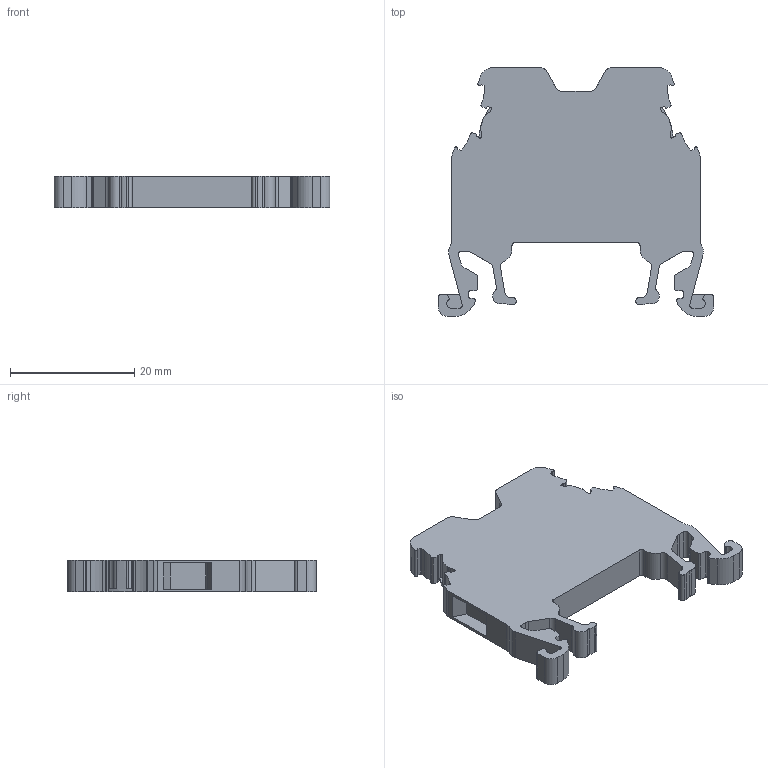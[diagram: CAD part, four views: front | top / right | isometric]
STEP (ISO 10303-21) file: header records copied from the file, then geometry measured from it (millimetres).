
FILE_DESCRIPTION (( 'STEP AP203' ), '1' );
FILE_NAME ('1002.STEP', '2020-03-17T12:55:34', ( '' ), ( '' ), 'SwSTEP 2.0', 'SolidWorks 2011', '' );
FILE_SCHEMA (( 'CONFIG_CONTROL_DESIGN' ));
Length unit declared in the file: millimetre
Products named in the file (1): 1002
Bounding box: 44.33 x 40 x 5.1 mm (x, y, z)
Volume: 5338.4 mm3; surface area: 3807 mm2
Topology: 1 solids, 1 shells, 251 faces, 763 edges, 518 vertices
Faces by surface type: cylinder 127, plane 124
Entity records: 8993 total; most frequent: CARTESIAN_POINT 2188, ORIENTED_EDGE 1526, DIRECTION 1295, EDGE_CURVE 763, VERTEX_POINT 518, AXIS2_PLACEMENT_3D 448, LINE 399, VECTOR 399
